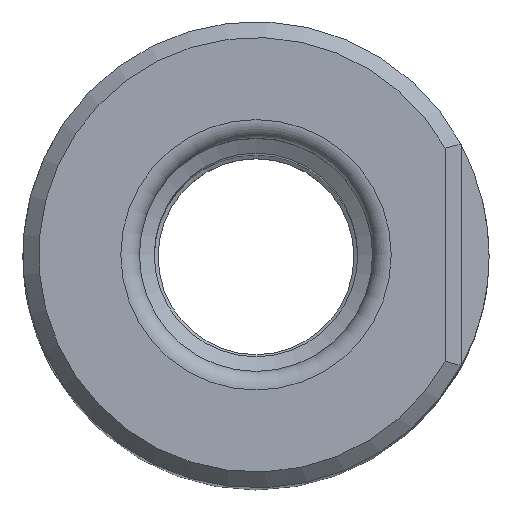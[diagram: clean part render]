
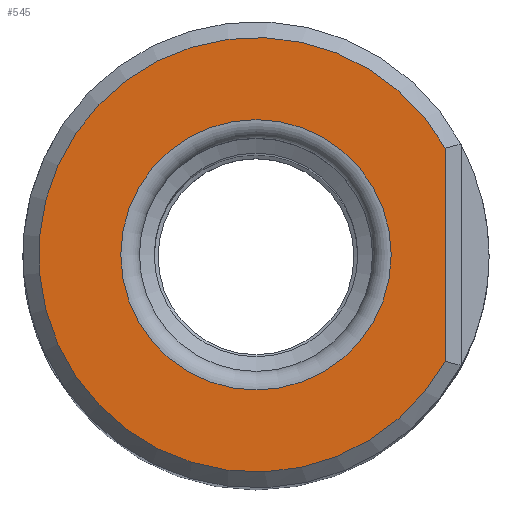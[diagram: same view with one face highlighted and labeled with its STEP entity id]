
A CAD part, top view. The second image highlights one B-rep face of the part: STEP entity #545.
In plain terms, the highlighted planar face has unit normal (0, 0, 1).
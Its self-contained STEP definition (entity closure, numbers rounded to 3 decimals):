
#23=PLANE('',#586);
#54=LINE('',#790,#67);
#67=VECTOR('',#660,1000.);
#91=ORIENTED_EDGE('',*,*,#168,.F.);
#92=ORIENTED_EDGE('',*,*,#166,.T.);
#93=ORIENTED_EDGE('',*,*,#169,.T.);
#166=EDGE_CURVE('',#205,#204,#224,.T.);
#168=EDGE_CURVE('',#206,#206,#225,.T.);
#169=EDGE_CURVE('',#204,#205,#54,.T.);
#204=VERTEX_POINT('',#780);
#205=VERTEX_POINT('',#782);
#206=VERTEX_POINT('',#789);
#224=CIRCLE('',#585,11.65);
#225=CIRCLE('',#587,7.25);
#246=EDGE_LOOP('',(#91));
#247=EDGE_LOOP('',(#92,#93));
#294=FACE_BOUND('',#246,.T.);
#295=FACE_BOUND('',#247,.T.);
#545=ADVANCED_FACE('',(#294,#295),#23,.F.);
#585=AXIS2_PLACEMENT_3D('',#781,#654,#655);
#586=AXIS2_PLACEMENT_3D('',#787,#656,#657);
#587=AXIS2_PLACEMENT_3D('',#788,#658,#659);
#654=DIRECTION('',(0.,0.,1.));
#655=DIRECTION('',(1.,0.,0.));
#656=DIRECTION('',(0.,0.,-1.));
#657=DIRECTION('',(-1.,0.,0.));
#658=DIRECTION('',(0.,0.,1.));
#659=DIRECTION('',(1.,0.,0.));
#660=DIRECTION('',(0.,1.,0.));
#780=CARTESIAN_POINT('',(10.15,-5.718,92.5));
#781=CARTESIAN_POINT('',(0.,0.,92.5));
#782=CARTESIAN_POINT('',(10.15,5.718,92.5));
#787=CARTESIAN_POINT('',(11.65,0.,92.5));
#788=CARTESIAN_POINT('',(0.,0.,92.5));
#789=CARTESIAN_POINT('',(7.25,0.,92.5));
#790=CARTESIAN_POINT('',(10.15,3.837,92.5));
